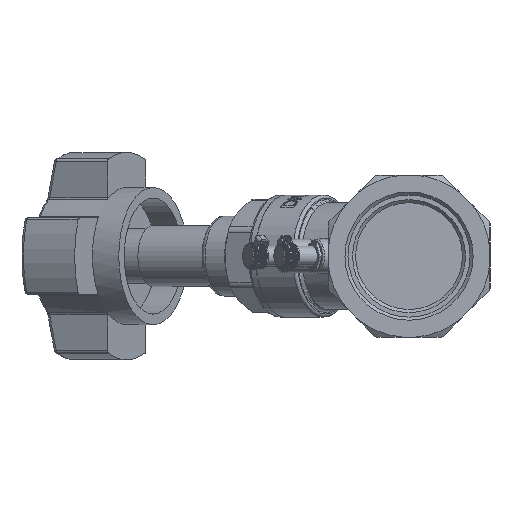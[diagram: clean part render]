
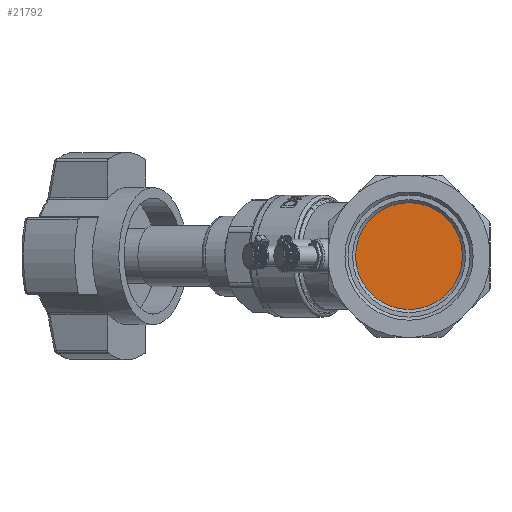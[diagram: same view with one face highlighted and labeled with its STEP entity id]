
A CAD part, left-side view. The second image highlights one B-rep face of the part: STEP entity #21792.
In plain terms, the highlighted planar face has unit normal (-1, 0, 0).
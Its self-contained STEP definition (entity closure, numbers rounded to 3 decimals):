
#5319=PLANE('',#23342);
#6411=FACE_OUTER_BOUND('',#7577,.T.);
#7577=EDGE_LOOP('',(#18501));
#8102=CIRCLE('',#23343,17.5);
#10113=VERTEX_POINT('',#36188);
#12977=EDGE_CURVE('',#10113,#10113,#8102,.T.);
#18501=ORIENTED_EDGE('',*,*,#12977,.F.);
#21792=ADVANCED_FACE('',(#6411),#5319,.T.);
#23342=AXIS2_PLACEMENT_3D('',#36187,#27833,#27834);
#23343=AXIS2_PLACEMENT_3D('',#36189,#27835,#27836);
#27833=DIRECTION('center_axis',(-1.,0.,0.));
#27834=DIRECTION('ref_axis',(0.,0.,1.));
#27835=DIRECTION('center_axis',(1.,0.,0.));
#27836=DIRECTION('ref_axis',(0.,0.,-1.));
#36187=CARTESIAN_POINT('Origin',(-88.875,0.,0.));
#36188=CARTESIAN_POINT('',(-88.875,0.,17.5));
#36189=CARTESIAN_POINT('Origin',(-88.875,0.,0.));
